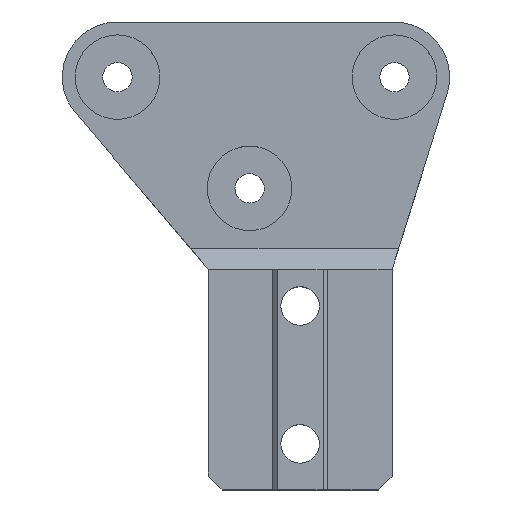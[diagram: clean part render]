
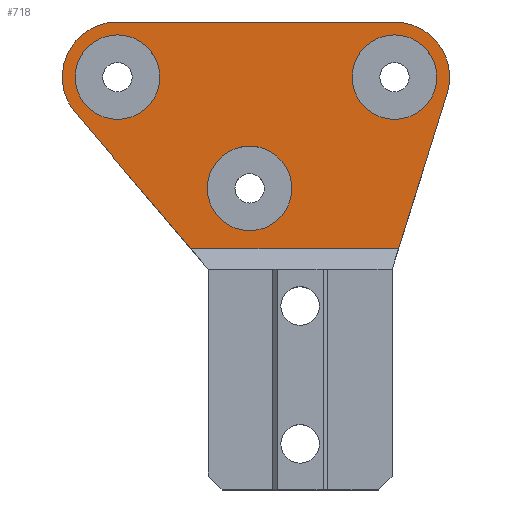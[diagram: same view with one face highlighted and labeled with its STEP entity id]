
A CAD part, top view. The second image highlights one B-rep face of the part: STEP entity #718.
In plain terms, the highlighted planar face has unit normal (0, 0, 1).
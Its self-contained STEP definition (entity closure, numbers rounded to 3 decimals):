
#19=FACE_BOUND('',#150,.T.);
#20=FACE_BOUND('',#151,.T.);
#21=FACE_BOUND('',#152,.T.);
#71=PLANE('',#792);
#103=FACE_OUTER_BOUND('',#149,.T.);
#149=EDGE_LOOP('',(#579,#580,#581,#582,#583,#584));
#150=EDGE_LOOP('',(#585));
#151=EDGE_LOOP('',(#586));
#152=EDGE_LOOP('',(#587));
#204=LINE('',#1099,#273);
#212=LINE('',#1126,#281);
#222=LINE('',#1146,#291);
#223=LINE('',#1149,#292);
#273=VECTOR('',#890,10.);
#281=VECTOR('',#916,10.);
#291=VECTOR('',#930,10.);
#292=VECTOR('',#933,10.);
#328=CIRCLE('',#780,6.);
#334=CIRCLE('',#793,6.);
#335=CIRCLE('',#794,4.6);
#336=CIRCLE('',#795,4.6);
#337=CIRCLE('',#796,4.6);
#364=VERTEX_POINT('',#1089);
#365=VERTEX_POINT('',#1091);
#367=VERTEX_POINT('',#1097);
#376=VERTEX_POINT('',#1123);
#385=VERTEX_POINT('',#1145);
#386=VERTEX_POINT('',#1147);
#387=VERTEX_POINT('',#1150);
#388=VERTEX_POINT('',#1152);
#389=VERTEX_POINT('',#1154);
#432=EDGE_CURVE('',#365,#364,#328,.T.);
#436=EDGE_CURVE('',#364,#367,#204,.T.);
#449=EDGE_CURVE('',#376,#367,#212,.T.);
#459=EDGE_CURVE('',#376,#385,#222,.T.);
#460=EDGE_CURVE('',#385,#386,#334,.T.);
#461=EDGE_CURVE('',#386,#365,#223,.T.);
#462=EDGE_CURVE('',#387,#387,#335,.T.);
#463=EDGE_CURVE('',#388,#388,#336,.T.);
#464=EDGE_CURVE('',#389,#389,#337,.T.);
#579=ORIENTED_EDGE('',*,*,#449,.F.);
#580=ORIENTED_EDGE('',*,*,#459,.T.);
#581=ORIENTED_EDGE('',*,*,#460,.T.);
#582=ORIENTED_EDGE('',*,*,#461,.T.);
#583=ORIENTED_EDGE('',*,*,#432,.T.);
#584=ORIENTED_EDGE('',*,*,#436,.T.);
#585=ORIENTED_EDGE('',*,*,#462,.T.);
#586=ORIENTED_EDGE('',*,*,#463,.T.);
#587=ORIENTED_EDGE('',*,*,#464,.T.);
#718=ADVANCED_FACE('',(#103,#19,#20,#21),#71,.T.);
#780=AXIS2_PLACEMENT_3D('',#1092,#883,#884);
#792=AXIS2_PLACEMENT_3D('',#1144,#928,#929);
#793=AXIS2_PLACEMENT_3D('',#1148,#931,#932);
#794=AXIS2_PLACEMENT_3D('',#1151,#934,#935);
#795=AXIS2_PLACEMENT_3D('',#1153,#936,#937);
#796=AXIS2_PLACEMENT_3D('',#1155,#938,#939);
#883=DIRECTION('center_axis',(0.,0.,1.));
#884=DIRECTION('ref_axis',(1.,0.,0.));
#890=DIRECTION('',(0.647,-0.763,0.));
#916=DIRECTION('',(-1.,0.,0.));
#928=DIRECTION('center_axis',(0.,0.,1.));
#929=DIRECTION('ref_axis',(1.,0.,0.));
#930=DIRECTION('',(0.299,0.954,0.));
#931=DIRECTION('center_axis',(0.,0.,1.));
#932=DIRECTION('ref_axis',(0.711,0.704,0.));
#933=DIRECTION('',(-1.,0.,0.));
#934=DIRECTION('center_axis',(0.,0.,-1.));
#935=DIRECTION('ref_axis',(1.,0.,0.));
#936=DIRECTION('center_axis',(0.,0.,-1.));
#937=DIRECTION('ref_axis',(1.,0.,0.));
#938=DIRECTION('center_axis',(0.,0.,-1.));
#939=DIRECTION('ref_axis',(1.,0.,0.));
#1089=CARTESIAN_POINT('',(-16.229,6.759,-37.75));
#1091=CARTESIAN_POINT('',(-12.079,16.953,-37.75));
#1092=CARTESIAN_POINT('Origin',(-11.94,10.955,-37.75));
#1097=CARTESIAN_POINT('',(-3.968,-7.705,-37.75));
#1099=CARTESIAN_POINT('',(-4.133,-7.51,-37.75));
#1123=CARTESIAN_POINT('',(18.645,-7.705,-37.75));
#1126=CARTESIAN_POINT('',(7.275,-7.705,-37.75));
#1144=CARTESIAN_POINT('Origin',(1.632,-1.,-37.75));
#1145=CARTESIAN_POINT('',(23.928,9.161,-37.75));
#1146=CARTESIAN_POINT('',(18.488,-8.204,-37.75));
#1147=CARTESIAN_POINT('',(18.202,16.955,-37.75));
#1148=CARTESIAN_POINT('Origin',(18.202,10.955,-37.75));
#1149=CARTESIAN_POINT('',(9.917,16.955,-37.75));
#1150=CARTESIAN_POINT('',(-16.54,10.955,-37.75));
#1151=CARTESIAN_POINT('Origin',(-11.94,10.955,-37.75));
#1152=CARTESIAN_POINT('',(-2.16,-1.145,-37.75));
#1153=CARTESIAN_POINT('Origin',(2.44,-1.145,-37.75));
#1154=CARTESIAN_POINT('',(13.602,10.955,-37.75));
#1155=CARTESIAN_POINT('Origin',(18.202,10.955,-37.75));
